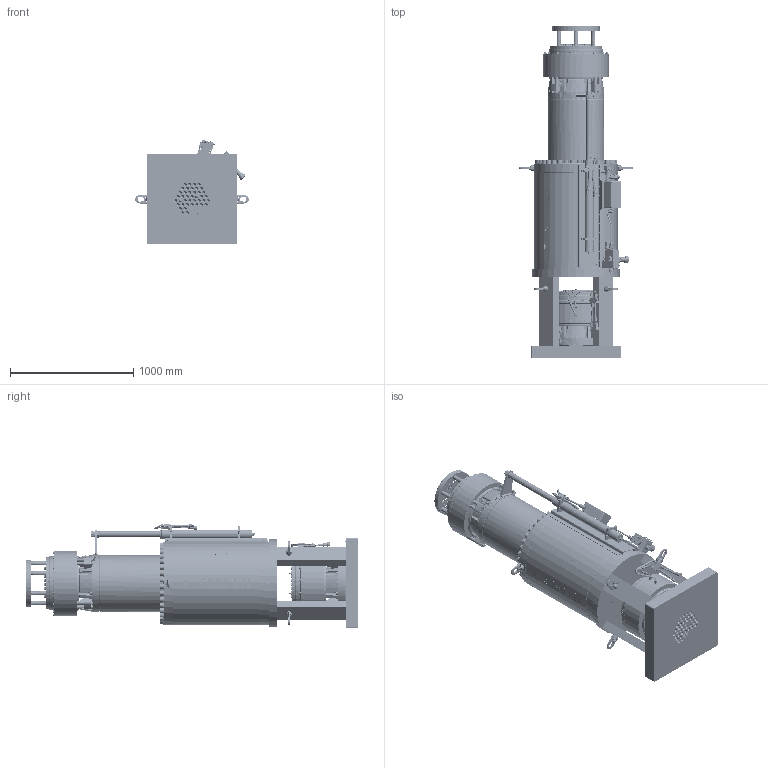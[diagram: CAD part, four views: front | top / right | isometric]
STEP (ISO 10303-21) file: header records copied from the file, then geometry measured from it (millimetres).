
FILE_DESCRIPTION(/* description */ ('-'),/* implementation_level */ '2;1');
FILE_NAME(/* name */ 'HSL50006 Extended.stp',/* time_stamp */ '2022-03-24T13:14:08+01:00',/* author */ ('roy.gaakink'),/* organization */ (''),/* preprocessor_version */ 'ST-DEVELOPER v18',/* originating_system */ 'Autodesk Inventor 2020',/* authorisation */ '');
FILE_SCHEMA (('AUTOMOTIVE_DESIGN { 1 0 10303 214 3 1 1 }'));
Length unit declared in the file: millimetre
Products named in the file (1): HSL50006 Extended
Bounding box: 922.5 x 2698 x 852.37 mm (x, y, z)
Volume: 395912709.5 mm3; surface area: 19214667.1 mm2
Topology: 65 solids, 65 shells, 10153 faces, 27739 edges, 18299 vertices
Faces by surface type: plane 4984, cylinder 2038, cone 1650, bspline 799, torus 622, sphere 60
Full cylindrical faces by diameter (mm): 5.8 x2, 6 x10, 6.5 x4, 6.8 x2, 7 x6, 7.323 x6, 8 x8, 8.9 x6, 9.158 x8, 9.354 x2, 10 x16, 10.167 x2, 10.6 x2, 11.053 x2, 11.4 x6, 11.6 x4, 12 x42, 13 x6, 13.5 x14, 14 x12, 15 x4, 15.2 x4, 15.3 x1, 16 x59, 16.83 x4, 17 x11, 17.2 x2, 17.6 x6, 17.85 x4, 18 x12
Entity records: 381916 total; most frequent: CARTESIAN_POINT 123488, ORIENTED_EDGE 55036, DIRECTION 49543, EDGE_CURVE 27518, AXIS2_PLACEMENT_3D 18679, VERTEX_POINT 18427, LINE 12185, VECTOR 12185
